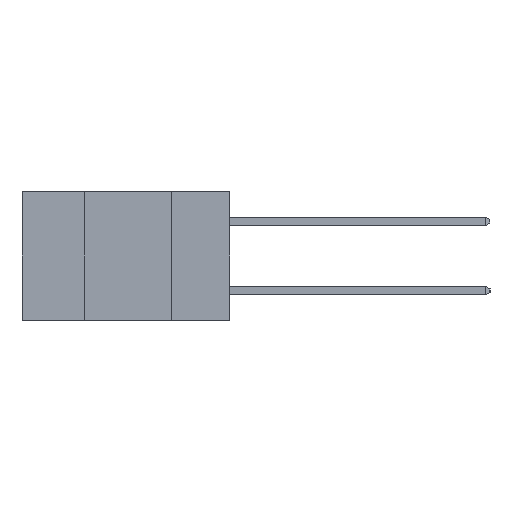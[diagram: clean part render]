
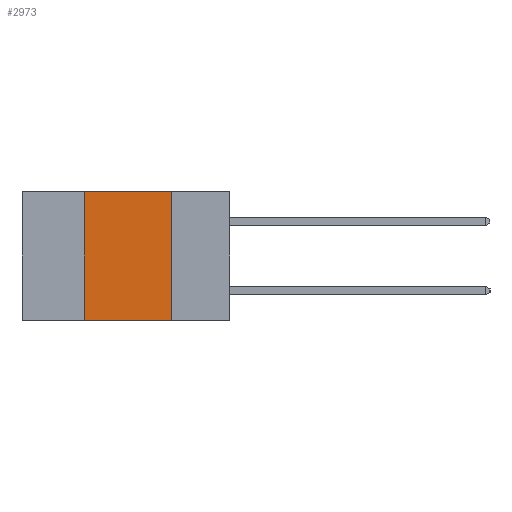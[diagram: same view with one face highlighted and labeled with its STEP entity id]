
A CAD part, left-side view. The second image highlights one B-rep face of the part: STEP entity #2973.
In plain terms, the highlighted planar face has unit normal (-1, 0, 0).
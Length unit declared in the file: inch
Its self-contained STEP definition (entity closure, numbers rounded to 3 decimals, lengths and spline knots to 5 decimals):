
#312 = CARTESIAN_POINT ( 'NONE',  ( 0., 0.42, 0. ) ) ;
#473 = DIRECTION ( 'NONE',  ( 0., -1., 0. ) ) ;
#644 = CARTESIAN_POINT ( 'NONE',  ( 0., 0.6, -0.37 ) ) ;
#1129 = EDGE_LOOP ( 'NONE', ( #5814, #4232, #1511, #4531 ) ) ;
#1406 = EDGE_CURVE ( 'NONE', #2718, #7808, #12454, .T. ) ;
#1511 = ORIENTED_EDGE ( 'NONE', *, *, #1578, .F. ) ;
#1578 = EDGE_CURVE ( 'NONE', #4464, #4059, #5020, .T. ) ;
#1907 = VECTOR ( 'NONE', #14530, 39.37008 ) ;
#1916 = VECTOR ( 'NONE', #473, 39.37008 ) ;
#2312 = LINE ( 'NONE', #644, #1916 ) ;
#2718 = VERTEX_POINT ( 'NONE', #12515 ) ;
#2973 = ADVANCED_FACE ( 'NONE', ( #14362 ), #11341, .F. ) ;
#4059 = VERTEX_POINT ( 'NONE', #312 ) ;
#4232 = ORIENTED_EDGE ( 'NONE', *, *, #13637, .F. ) ;
#4464 = VERTEX_POINT ( 'NONE', #10834 ) ;
#4531 = ORIENTED_EDGE ( 'NONE', *, *, #6820, .T. ) ;
#5014 = DIRECTION ( 'NONE',  ( 0., 0., -1. ) ) ;
#5020 = LINE ( 'NONE', #10081, #8051 ) ;
#5655 = VECTOR ( 'NONE', #14065, 39.37008 ) ;
#5814 = ORIENTED_EDGE ( 'NONE', *, *, #1406, .F. ) ;
#6121 = AXIS2_PLACEMENT_3D ( 'NONE', #6455, #6507, #5014 ) ;
#6455 = CARTESIAN_POINT ( 'NONE',  ( 0., 0.6, 0. ) ) ;
#6507 = DIRECTION ( 'NONE',  ( 1., 0., 0. ) ) ;
#6602 = CARTESIAN_POINT ( 'NONE',  ( 0., 0.17, -0.37 ) ) ;
#6820 = EDGE_CURVE ( 'NONE', #4464, #7808, #2312, .T. ) ;
#7808 = VERTEX_POINT ( 'NONE', #6602 ) ;
#8051 = VECTOR ( 'NONE', #11479, 39.37008 ) ;
#8683 = LINE ( 'NONE', #14580, #1907 ) ;
#10081 = CARTESIAN_POINT ( 'NONE',  ( 0., 0.42, -0.37 ) ) ;
#10834 = CARTESIAN_POINT ( 'NONE',  ( 0., 0.42, -0.37 ) ) ;
#11341 = PLANE ( 'NONE',  #6121 ) ;
#11479 = DIRECTION ( 'NONE',  ( 0., 0., 1. ) ) ;
#12108 = CARTESIAN_POINT ( 'NONE',  ( 0., 0.17, -0.37 ) ) ;
#12454 = LINE ( 'NONE', #12108, #5655 ) ;
#12515 = CARTESIAN_POINT ( 'NONE',  ( 0., 0.17, 0. ) ) ;
#13637 = EDGE_CURVE ( 'NONE', #4059, #2718, #8683, .T. ) ;
#14065 = DIRECTION ( 'NONE',  ( 0., 0., -1. ) ) ;
#14362 = FACE_OUTER_BOUND ( 'NONE', #1129, .T. ) ;
#14530 = DIRECTION ( 'NONE',  ( 0., -1., 0. ) ) ;
#14580 = CARTESIAN_POINT ( 'NONE',  ( 0., 0.6, 0. ) ) ;
